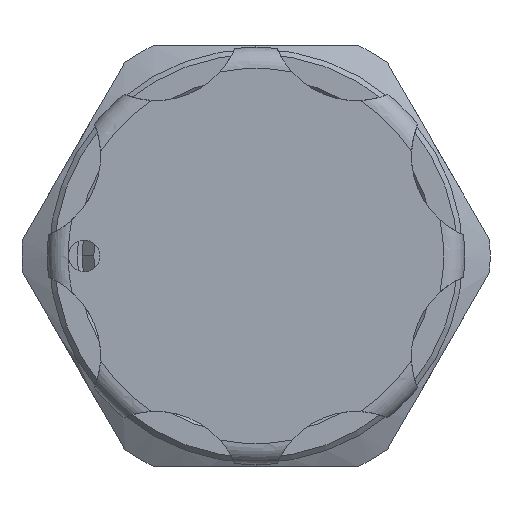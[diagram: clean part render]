
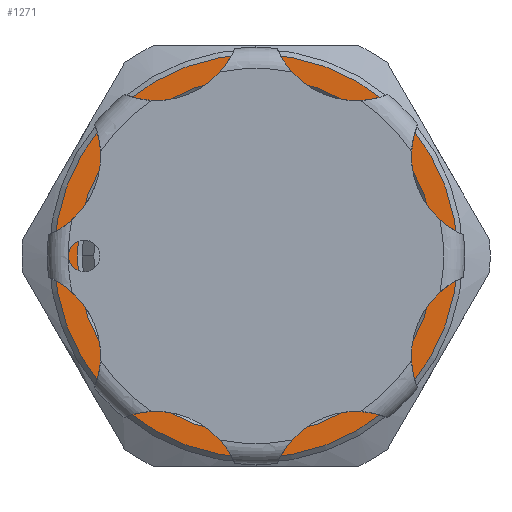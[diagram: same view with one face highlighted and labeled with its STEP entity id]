
A CAD part, left-side view. The second image highlights one B-rep face of the part: STEP entity #1271.
In plain terms, the highlighted planar face has unit normal (-1, 0, 0).
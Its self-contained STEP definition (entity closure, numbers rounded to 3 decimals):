
#414 = CARTESIAN_POINT ( 'NONE',  ( 0., 0., 0. ) ) ;
#415 = DIRECTION ( 'NONE',  ( 1., 0., 0. ) ) ;
#416 = DIRECTION ( 'NONE',  ( 0., 0., 1. ) ) ;
#876 = DIRECTION ( 'NONE',  ( 0., 0., 1. ) ) ;
#892 = CARTESIAN_POINT ( 'NONE',  ( 0., 0., 0. ) ) ;
#893 = DIRECTION ( 'NONE',  ( -1., 0., 0. ) ) ;
#1271 = ADVANCED_FACE ( 'NONE', ( #8688, #8667 ), #6740, .T. ) ;
#1314 = AXIS2_PLACEMENT_3D ( 'NONE', #892, #893, #876 ) ;
#1421 = AXIS2_PLACEMENT_3D ( 'NONE', #6837, #6841, #6840 ) ;
#1434 = AXIS2_PLACEMENT_3D ( 'NONE', #6869, #6866, #6871 ) ;
#1492 = AXIS2_PLACEMENT_3D ( 'NONE', #6743, #6750, #6748 ) ;
#1625 = AXIS2_PLACEMENT_3D ( 'NONE', #414, #415, #416 ) ;
#1787 = EDGE_CURVE ( 'NONE', #2972, #2932, #8617, .T. ) ;
#1824 = EDGE_CURVE ( 'NONE', #3144, #2971, #8630, .T. ) ;
#2298 = CARTESIAN_POINT ( 'NONE',  ( 0., 0., 10.2 ) ) ;
#2380 = CARTESIAN_POINT ( 'NONE',  ( 0., 0., -11.5 ) ) ;
#2434 = CARTESIAN_POINT ( 'NONE',  ( 0., 0., 11.5 ) ) ;
#2435 = CARTESIAN_POINT ( 'NONE',  ( 0., 0., -10.2 ) ) ;
#2932 = VERTEX_POINT ( 'NONE', #2380 ) ;
#2971 = VERTEX_POINT ( 'NONE', #2435 ) ;
#2972 = VERTEX_POINT ( 'NONE', #2434 ) ;
#3144 = VERTEX_POINT ( 'NONE', #2298 ) ;
#3273 = EDGE_LOOP ( 'NONE', ( #6375, #5886 ) ) ;
#3447 = EDGE_LOOP ( 'NONE', ( #6342, #6372 ) ) ;
#5886 = ORIENTED_EDGE ( 'NONE', *, *, #1787, .T. ) ;
#6342 = ORIENTED_EDGE ( 'NONE', *, *, #1824, .T. ) ;
#6372 = ORIENTED_EDGE ( 'NONE', *, *, #7705, .T. ) ;
#6375 = ORIENTED_EDGE ( 'NONE', *, *, #7394, .T. ) ;
#6740 = PLANE ( 'NONE',  #1492 ) ;
#6743 = CARTESIAN_POINT ( 'NONE',  ( 0., 0., 0. ) ) ;
#6748 = DIRECTION ( 'NONE',  ( 0., 0., 1. ) ) ;
#6750 = DIRECTION ( 'NONE',  ( -1., 0., 0. ) ) ;
#6837 = CARTESIAN_POINT ( 'NONE',  ( 0., 0., 0. ) ) ;
#6840 = DIRECTION ( 'NONE',  ( 0., 0., 1. ) ) ;
#6841 = DIRECTION ( 'NONE',  ( -1., 0., 0. ) ) ;
#6866 = DIRECTION ( 'NONE',  ( 1., 0., 0. ) ) ;
#6869 = CARTESIAN_POINT ( 'NONE',  ( 0., 0., 0. ) ) ;
#6871 = DIRECTION ( 'NONE',  ( 0., 0., 1. ) ) ;
#7394 = EDGE_CURVE ( 'NONE', #2932, #2972, #8138, .T. ) ;
#7705 = EDGE_CURVE ( 'NONE', #2971, #3144, #8065, .T. ) ;
#8065 = CIRCLE ( 'NONE', #1625, 10.2 ) ;
#8138 = CIRCLE ( 'NONE', #1314, 11.5 ) ;
#8617 = CIRCLE ( 'NONE', #1421, 11.5 ) ;
#8630 = CIRCLE ( 'NONE', #1434, 10.2 ) ;
#8667 = FACE_BOUND ( 'NONE', #3447, .T. ) ;
#8688 = FACE_OUTER_BOUND ( 'NONE', #3273, .T. ) ;
